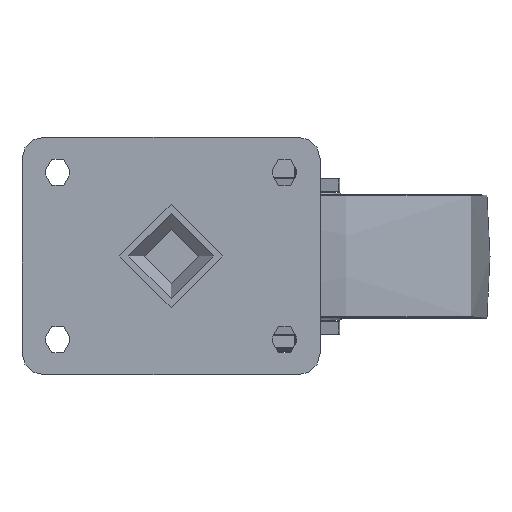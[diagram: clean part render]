
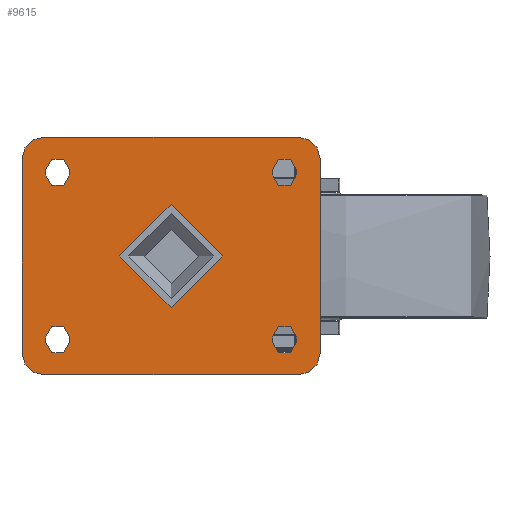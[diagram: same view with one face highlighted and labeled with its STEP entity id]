
A CAD part, top view. The second image highlights one B-rep face of the part: STEP entity #9615.
In plain terms, the highlighted planar face has unit normal (0, 0, 1).
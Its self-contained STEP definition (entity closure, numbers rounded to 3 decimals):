
#814=FACE_BOUND('',#1896,.T.);
#815=FACE_BOUND('',#1897,.T.);
#816=FACE_BOUND('',#1898,.T.);
#817=FACE_BOUND('',#1899,.T.);
#818=FACE_BOUND('',#1900,.T.);
#885=PLANE('',#10366);
#1321=FACE_OUTER_BOUND('',#1895,.T.);
#1895=EDGE_LOOP('',(#6729,#6730,#6731,#6732,#6733,#6734,#6735,#6736));
#1896=EDGE_LOOP('',(#6737));
#1897=EDGE_LOOP('',(#6738,#6739,#6740,#6741));
#1898=EDGE_LOOP('',(#6742,#6743,#6744,#6745));
#1899=EDGE_LOOP('',(#6746,#6747,#6748,#6749));
#1900=EDGE_LOOP('',(#6750,#6751,#6752,#6753));
#2497=LINE('',#13836,#3112);
#2499=LINE('',#13839,#3114);
#2501=LINE('',#13842,#3116);
#2511=LINE('',#13881,#3126);
#2515=LINE('',#13891,#3130);
#2517=LINE('',#13897,#3132);
#2521=LINE('',#13907,#3136);
#2523=LINE('',#13913,#3138);
#2527=LINE('',#13923,#3142);
#2529=LINE('',#13929,#3144);
#2533=LINE('',#13939,#3148);
#2535=LINE('',#13945,#3150);
#3112=VECTOR('',#11326,1000.);
#3114=VECTOR('',#11330,1000.);
#3116=VECTOR('',#11334,1000.);
#3126=VECTOR('',#11370,1000.);
#3130=VECTOR('',#11380,1000.);
#3132=VECTOR('',#11388,1000.);
#3136=VECTOR('',#11398,1000.);
#3138=VECTOR('',#11406,1000.);
#3142=VECTOR('',#11416,1000.);
#3144=VECTOR('',#11424,1000.);
#3148=VECTOR('',#11434,1000.);
#3150=VECTOR('',#11442,1000.);
#3716=CIRCLE('',#10301,24.);
#3725=CIRCLE('',#10315,10.);
#3727=CIRCLE('',#10318,10.);
#3729=CIRCLE('',#10321,10.);
#3731=CIRCLE('',#10324,10.);
#3741=CIRCLE('',#10343,5.5);
#3742=CIRCLE('',#10346,5.5);
#3743=CIRCLE('',#10349,5.5);
#3744=CIRCLE('',#10352,5.5);
#3745=CIRCLE('',#10355,5.5);
#3746=CIRCLE('',#10358,5.5);
#3747=CIRCLE('',#10361,5.5);
#3748=CIRCLE('',#10364,5.5);
#4131=VERTEX_POINT('',#13773);
#4139=VERTEX_POINT('',#13799);
#4140=VERTEX_POINT('',#13800);
#4143=VERTEX_POINT('',#13808);
#4144=VERTEX_POINT('',#13809);
#4147=VERTEX_POINT('',#13817);
#4148=VERTEX_POINT('',#13818);
#4151=VERTEX_POINT('',#13826);
#4152=VERTEX_POINT('',#13827);
#4171=VERTEX_POINT('',#13883);
#4172=VERTEX_POINT('',#13885);
#4173=VERTEX_POINT('',#13889);
#4174=VERTEX_POINT('',#13893);
#4175=VERTEX_POINT('',#13899);
#4176=VERTEX_POINT('',#13901);
#4177=VERTEX_POINT('',#13905);
#4178=VERTEX_POINT('',#13909);
#4179=VERTEX_POINT('',#13915);
#4180=VERTEX_POINT('',#13917);
#4181=VERTEX_POINT('',#13921);
#4182=VERTEX_POINT('',#13925);
#4183=VERTEX_POINT('',#13931);
#4184=VERTEX_POINT('',#13933);
#4185=VERTEX_POINT('',#13937);
#4186=VERTEX_POINT('',#13941);
#5085=EDGE_CURVE('',#4131,#4131,#3716,.T.);
#5097=EDGE_CURVE('',#4139,#4140,#3725,.T.);
#5101=EDGE_CURVE('',#4143,#4144,#3727,.T.);
#5105=EDGE_CURVE('',#4147,#4148,#3729,.T.);
#5109=EDGE_CURVE('',#4151,#4152,#3731,.T.);
#5114=EDGE_CURVE('',#4148,#4151,#2497,.T.);
#5116=EDGE_CURVE('',#4144,#4147,#2499,.T.);
#5118=EDGE_CURVE('',#4140,#4143,#2501,.T.);
#5136=EDGE_CURVE('',#4152,#4139,#2511,.T.);
#5138=EDGE_CURVE('',#4172,#4171,#3741,.T.);
#5141=EDGE_CURVE('',#4171,#4173,#2515,.T.);
#5143=EDGE_CURVE('',#4173,#4174,#3742,.T.);
#5144=EDGE_CURVE('',#4174,#4172,#2517,.T.);
#5146=EDGE_CURVE('',#4176,#4175,#3743,.T.);
#5149=EDGE_CURVE('',#4175,#4177,#2521,.T.);
#5151=EDGE_CURVE('',#4177,#4178,#3744,.T.);
#5152=EDGE_CURVE('',#4178,#4176,#2523,.T.);
#5154=EDGE_CURVE('',#4180,#4179,#3745,.T.);
#5157=EDGE_CURVE('',#4179,#4181,#2527,.T.);
#5159=EDGE_CURVE('',#4181,#4182,#3746,.T.);
#5160=EDGE_CURVE('',#4182,#4180,#2529,.T.);
#5162=EDGE_CURVE('',#4184,#4183,#3747,.T.);
#5165=EDGE_CURVE('',#4183,#4185,#2533,.T.);
#5167=EDGE_CURVE('',#4185,#4186,#3748,.T.);
#5168=EDGE_CURVE('',#4186,#4184,#2535,.T.);
#6729=ORIENTED_EDGE('',*,*,#5109,.F.);
#6730=ORIENTED_EDGE('',*,*,#5114,.F.);
#6731=ORIENTED_EDGE('',*,*,#5105,.F.);
#6732=ORIENTED_EDGE('',*,*,#5116,.F.);
#6733=ORIENTED_EDGE('',*,*,#5101,.F.);
#6734=ORIENTED_EDGE('',*,*,#5118,.F.);
#6735=ORIENTED_EDGE('',*,*,#5097,.F.);
#6736=ORIENTED_EDGE('',*,*,#5136,.F.);
#6737=ORIENTED_EDGE('',*,*,#5085,.F.);
#6738=ORIENTED_EDGE('',*,*,#5168,.T.);
#6739=ORIENTED_EDGE('',*,*,#5162,.T.);
#6740=ORIENTED_EDGE('',*,*,#5165,.T.);
#6741=ORIENTED_EDGE('',*,*,#5167,.T.);
#6742=ORIENTED_EDGE('',*,*,#5160,.T.);
#6743=ORIENTED_EDGE('',*,*,#5154,.T.);
#6744=ORIENTED_EDGE('',*,*,#5157,.T.);
#6745=ORIENTED_EDGE('',*,*,#5159,.T.);
#6746=ORIENTED_EDGE('',*,*,#5152,.T.);
#6747=ORIENTED_EDGE('',*,*,#5146,.T.);
#6748=ORIENTED_EDGE('',*,*,#5149,.T.);
#6749=ORIENTED_EDGE('',*,*,#5151,.T.);
#6750=ORIENTED_EDGE('',*,*,#5144,.T.);
#6751=ORIENTED_EDGE('',*,*,#5138,.T.);
#6752=ORIENTED_EDGE('',*,*,#5141,.T.);
#6753=ORIENTED_EDGE('',*,*,#5143,.T.);
#9615=ADVANCED_FACE('',(#1321,#814,#815,#816,#817,#818),#885,.T.);
#10301=AXIS2_PLACEMENT_3D('',#13775,#11262,#11263);
#10315=AXIS2_PLACEMENT_3D('',#13801,#11293,#11294);
#10318=AXIS2_PLACEMENT_3D('',#13810,#11301,#11302);
#10321=AXIS2_PLACEMENT_3D('',#13819,#11309,#11310);
#10324=AXIS2_PLACEMENT_3D('',#13828,#11317,#11318);
#10343=AXIS2_PLACEMENT_3D('',#13886,#11374,#11375);
#10346=AXIS2_PLACEMENT_3D('',#13895,#11384,#11385);
#10349=AXIS2_PLACEMENT_3D('',#13902,#11392,#11393);
#10352=AXIS2_PLACEMENT_3D('',#13911,#11402,#11403);
#10355=AXIS2_PLACEMENT_3D('',#13918,#11410,#11411);
#10358=AXIS2_PLACEMENT_3D('',#13927,#11420,#11421);
#10361=AXIS2_PLACEMENT_3D('',#13934,#11428,#11429);
#10364=AXIS2_PLACEMENT_3D('',#13943,#11438,#11439);
#10366=AXIS2_PLACEMENT_3D('',#13946,#11443,#11444);
#11262=DIRECTION('center_axis',(0.,0.,1.));
#11263=DIRECTION('ref_axis',(1.,0.,0.));
#11293=DIRECTION('center_axis',(0.,0.,-1.));
#11294=DIRECTION('ref_axis',(-0.707,0.707,0.));
#11301=DIRECTION('center_axis',(0.,0.,-1.));
#11302=DIRECTION('ref_axis',(0.707,0.707,0.));
#11309=DIRECTION('center_axis',(0.,0.,-1.));
#11310=DIRECTION('ref_axis',(0.707,-0.707,0.));
#11317=DIRECTION('center_axis',(0.,0.,-1.));
#11318=DIRECTION('ref_axis',(-0.707,-0.707,0.));
#11326=DIRECTION('',(-1.,0.,0.));
#11330=DIRECTION('',(0.,-1.,0.));
#11334=DIRECTION('',(1.,0.,0.));
#11370=DIRECTION('',(0.,1.,0.));
#11374=DIRECTION('center_axis',(0.,0.,-1.));
#11375=DIRECTION('ref_axis',(1.,0.,0.));
#11380=DIRECTION('',(0.,1.,0.));
#11384=DIRECTION('center_axis',(0.,0.,-1.));
#11385=DIRECTION('ref_axis',(1.,0.,0.));
#11388=DIRECTION('',(0.,-1.,0.));
#11392=DIRECTION('center_axis',(0.,0.,-1.));
#11393=DIRECTION('ref_axis',(1.,0.,0.));
#11398=DIRECTION('',(0.,-1.,0.));
#11402=DIRECTION('center_axis',(0.,0.,-1.));
#11403=DIRECTION('ref_axis',(1.,0.,0.));
#11406=DIRECTION('',(0.,1.,0.));
#11410=DIRECTION('center_axis',(0.,0.,-1.));
#11411=DIRECTION('ref_axis',(-1.,0.,0.));
#11416=DIRECTION('',(0.,1.,0.));
#11420=DIRECTION('center_axis',(0.,0.,-1.));
#11421=DIRECTION('ref_axis',(-1.,0.,0.));
#11424=DIRECTION('',(0.,-1.,0.));
#11428=DIRECTION('center_axis',(0.,0.,-1.));
#11429=DIRECTION('ref_axis',(-1.,0.,0.));
#11434=DIRECTION('',(0.,-1.,0.));
#11438=DIRECTION('center_axis',(0.,0.,-1.));
#11439=DIRECTION('ref_axis',(-1.,0.,0.));
#11442=DIRECTION('',(0.,1.,0.));
#11443=DIRECTION('center_axis',(0.,0.,1.));
#11444=DIRECTION('ref_axis',(1.,0.,0.));
#13773=CARTESIAN_POINT('',(-24.,0.,0.));
#13775=CARTESIAN_POINT('Origin',(0.,0.,0.));
#13799=CARTESIAN_POINT('',(-69.,45.,0.));
#13800=CARTESIAN_POINT('',(-59.,55.,0.));
#13801=CARTESIAN_POINT('Origin',(-59.,45.,0.));
#13808=CARTESIAN_POINT('',(59.,55.,0.));
#13809=CARTESIAN_POINT('',(69.,45.,0.));
#13810=CARTESIAN_POINT('Origin',(59.,45.,0.));
#13817=CARTESIAN_POINT('',(69.,-45.,0.));
#13818=CARTESIAN_POINT('',(59.,-55.,0.));
#13819=CARTESIAN_POINT('Origin',(59.,-45.,0.));
#13826=CARTESIAN_POINT('',(-59.,-55.,0.));
#13827=CARTESIAN_POINT('',(-69.,-45.,0.));
#13828=CARTESIAN_POINT('Origin',(-59.,-45.,0.));
#13836=CARTESIAN_POINT('',(69.,-55.,0.));
#13839=CARTESIAN_POINT('',(69.,55.,0.));
#13842=CARTESIAN_POINT('',(-69.,55.,0.));
#13881=CARTESIAN_POINT('',(-69.,-55.,0.));
#13883=CARTESIAN_POINT('',(-58.,37.5,0.));
#13885=CARTESIAN_POINT('',(-47.,37.5,0.));
#13886=CARTESIAN_POINT('Origin',(-52.5,37.5,0.));
#13889=CARTESIAN_POINT('',(-58.,40.,0.));
#13891=CARTESIAN_POINT('',(-58.,40.,0.));
#13893=CARTESIAN_POINT('',(-47.,40.,0.));
#13895=CARTESIAN_POINT('Origin',(-52.5,40.,0.));
#13897=CARTESIAN_POINT('',(-47.,40.,0.));
#13899=CARTESIAN_POINT('',(-47.,-37.5,0.));
#13901=CARTESIAN_POINT('',(-58.,-37.5,0.));
#13902=CARTESIAN_POINT('Origin',(-52.5,-37.5,0.));
#13905=CARTESIAN_POINT('',(-47.,-40.,0.));
#13907=CARTESIAN_POINT('',(-47.,-40.,0.));
#13909=CARTESIAN_POINT('',(-58.,-40.,0.));
#13911=CARTESIAN_POINT('Origin',(-52.5,-40.,0.));
#13913=CARTESIAN_POINT('',(-58.,-40.,0.));
#13915=CARTESIAN_POINT('',(47.,37.5,0.));
#13917=CARTESIAN_POINT('',(58.,37.5,0.));
#13918=CARTESIAN_POINT('Origin',(52.5,37.5,0.));
#13921=CARTESIAN_POINT('',(47.,40.,0.));
#13923=CARTESIAN_POINT('',(47.,40.,0.));
#13925=CARTESIAN_POINT('',(58.,40.,0.));
#13927=CARTESIAN_POINT('Origin',(52.5,40.,0.));
#13929=CARTESIAN_POINT('',(58.,40.,0.));
#13931=CARTESIAN_POINT('',(58.,-37.5,0.));
#13933=CARTESIAN_POINT('',(47.,-37.5,0.));
#13934=CARTESIAN_POINT('Origin',(52.5,-37.5,0.));
#13937=CARTESIAN_POINT('',(58.,-40.,0.));
#13939=CARTESIAN_POINT('',(58.,-40.,0.));
#13941=CARTESIAN_POINT('',(47.,-40.,0.));
#13943=CARTESIAN_POINT('Origin',(52.5,-40.,0.));
#13945=CARTESIAN_POINT('',(47.,-40.,0.));
#13946=CARTESIAN_POINT('Origin',(0.,0.,0.));
